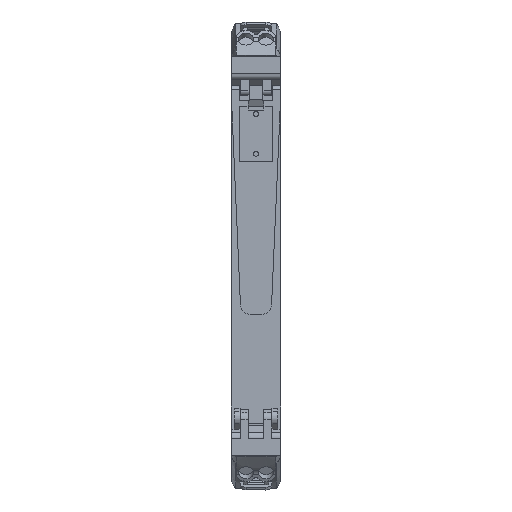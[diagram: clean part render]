
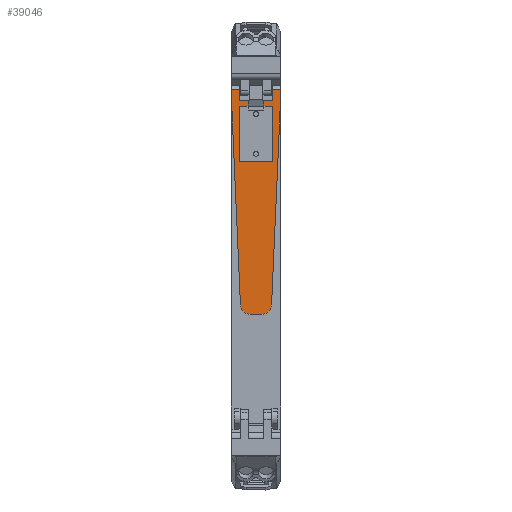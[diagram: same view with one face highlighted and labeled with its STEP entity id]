
A CAD part, top view. The second image highlights one B-rep face of the part: STEP entity #39046.
In plain terms, the highlighted planar face has unit normal (0, 0, 1).
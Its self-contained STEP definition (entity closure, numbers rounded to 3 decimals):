
#35249=AXIS2_PLACEMENT_3D('Plane Axis2P3D',#35246,#35247,#35248) ;
#38460=AXIS2_PLACEMENT_3D('Circle Axis2P3D',#38458,#38459,$) ;
#38572=AXIS2_PLACEMENT_3D('Circle Axis2P3D',#38570,#38571,$) ;
#35246=CARTESIAN_POINT('Axis2P3D Location',(12.5,58.605,112.024)) ;
#38458=CARTESIAN_POINT('Axis2P3D Location',(4.847,46.498,112.024)) ;
#38462=CARTESIAN_POINT('Vertex',(4.849,43.998,112.024)) ;
#38464=CARTESIAN_POINT('Vertex',(2.35,46.389,112.024)) ;
#38506=CARTESIAN_POINT('Line Origine',(1.175,73.297,112.024)) ;
#38510=CARTESIAN_POINT('Vertex',(0.,100.205,112.024)) ;
#38549=CARTESIAN_POINT('Vertex',(7.655,44.001,112.024)) ;
#38552=CARTESIAN_POINT('Line Origine',(6.252,43.999,112.024)) ;
#38570=CARTESIAN_POINT('Axis2P3D Location',(7.653,46.501,112.024)) ;
#38574=CARTESIAN_POINT('Vertex',(10.15,46.392,112.024)) ;
#38613=CARTESIAN_POINT('Vertex',(12.5,100.205,112.024)) ;
#38616=CARTESIAN_POINT('Line Origine',(11.325,73.298,112.024)) ;
#38634=CARTESIAN_POINT('Line Origine',(11.425,100.205,112.024)) ;
#38638=CARTESIAN_POINT('Vertex',(10.35,100.205,112.024)) ;
#38666=CARTESIAN_POINT('Line Origine',(10.35,98.855,112.024)) ;
#38670=CARTESIAN_POINT('Vertex',(10.35,97.505,112.024)) ;
#38698=CARTESIAN_POINT('Line Origine',(9.3,97.505,112.024)) ;
#38702=CARTESIAN_POINT('Vertex',(8.25,97.505,112.024)) ;
#38730=CARTESIAN_POINT('Line Origine',(8.25,96.809,112.024)) ;
#38734=CARTESIAN_POINT('Vertex',(8.25,96.114,112.024)) ;
#38762=CARTESIAN_POINT('Line Origine',(9.325,96.114,112.024)) ;
#38766=CARTESIAN_POINT('Vertex',(10.4,96.114,112.024)) ;
#38794=CARTESIAN_POINT('Line Origine',(10.4,89.164,112.024)) ;
#38798=CARTESIAN_POINT('Vertex',(10.4,82.214,112.024)) ;
#38826=CARTESIAN_POINT('Line Origine',(6.25,82.214,112.024)) ;
#38830=CARTESIAN_POINT('Vertex',(2.1,82.214,112.024)) ;
#38858=CARTESIAN_POINT('Line Origine',(2.1,89.164,112.024)) ;
#38862=CARTESIAN_POINT('Vertex',(2.1,96.114,112.024)) ;
#38885=CARTESIAN_POINT('Line Origine',(3.175,96.114,112.024)) ;
#38889=CARTESIAN_POINT('Vertex',(4.25,96.114,112.024)) ;
#38917=CARTESIAN_POINT('Line Origine',(4.25,96.809,112.024)) ;
#38921=CARTESIAN_POINT('Vertex',(4.25,97.505,112.024)) ;
#38944=CARTESIAN_POINT('Line Origine',(3.2,97.505,112.024)) ;
#38948=CARTESIAN_POINT('Vertex',(2.15,97.505,112.024)) ;
#38976=CARTESIAN_POINT('Line Origine',(2.15,98.855,112.024)) ;
#38980=CARTESIAN_POINT('Vertex',(2.15,100.205,112.024)) ;
#39008=CARTESIAN_POINT('Line Origine',(1.075,100.205,112.024)) ;
#35247=DIRECTION('Axis2P3D Direction',(0.,0.,1.)) ;
#35248=DIRECTION('Axis2P3D XDirection',(-1.,0.,0.)) ;
#38459=DIRECTION('Axis2P3D Direction',(0.,0.,1.)) ;
#38507=DIRECTION('Vector Direction',(-0.044,0.999,0.)) ;
#38553=DIRECTION('Vector Direction',(-1.,-0.001,0.)) ;
#38571=DIRECTION('Axis2P3D Direction',(0.,0.,1.)) ;
#38617=DIRECTION('Vector Direction',(-0.044,-0.999,0.)) ;
#38635=DIRECTION('Vector Direction',(1.,0.,0.)) ;
#38667=DIRECTION('Vector Direction',(0.,1.,0.)) ;
#38699=DIRECTION('Vector Direction',(1.,0.,0.)) ;
#38731=DIRECTION('Vector Direction',(0.,1.,0.)) ;
#38763=DIRECTION('Vector Direction',(-1.,0.,0.)) ;
#38795=DIRECTION('Vector Direction',(0.,1.,0.)) ;
#38827=DIRECTION('Vector Direction',(1.,0.,0.)) ;
#38859=DIRECTION('Vector Direction',(0.,-1.,0.)) ;
#38886=DIRECTION('Vector Direction',(-1.,0.,0.)) ;
#38918=DIRECTION('Vector Direction',(0.,-1.,0.)) ;
#38945=DIRECTION('Vector Direction',(1.,0.,0.)) ;
#38977=DIRECTION('Vector Direction',(0.,-1.,0.)) ;
#39009=DIRECTION('Vector Direction',(1.,0.,0.)) ;
#38508=VECTOR('Line Direction',#38507,1.) ;
#38554=VECTOR('Line Direction',#38553,1.) ;
#38618=VECTOR('Line Direction',#38617,1.) ;
#38636=VECTOR('Line Direction',#38635,1.) ;
#38668=VECTOR('Line Direction',#38667,1.) ;
#38700=VECTOR('Line Direction',#38699,1.) ;
#38732=VECTOR('Line Direction',#38731,1.) ;
#38764=VECTOR('Line Direction',#38763,1.) ;
#38796=VECTOR('Line Direction',#38795,1.) ;
#38828=VECTOR('Line Direction',#38827,1.) ;
#38860=VECTOR('Line Direction',#38859,1.) ;
#38887=VECTOR('Line Direction',#38886,1.) ;
#38919=VECTOR('Line Direction',#38918,1.) ;
#38946=VECTOR('Line Direction',#38945,1.) ;
#38978=VECTOR('Line Direction',#38977,1.) ;
#39010=VECTOR('Line Direction',#39009,1.) ;
#39027=ORIENTED_EDGE('',*,*,#38556,.F.) ;
#39028=ORIENTED_EDGE('',*,*,#38576,.F.) ;
#39029=ORIENTED_EDGE('',*,*,#38620,.F.) ;
#39030=ORIENTED_EDGE('',*,*,#38640,.F.) ;
#39031=ORIENTED_EDGE('',*,*,#38672,.F.) ;
#39032=ORIENTED_EDGE('',*,*,#38704,.F.) ;
#39033=ORIENTED_EDGE('',*,*,#38736,.F.) ;
#39034=ORIENTED_EDGE('',*,*,#38768,.F.) ;
#39035=ORIENTED_EDGE('',*,*,#38800,.F.) ;
#39036=ORIENTED_EDGE('',*,*,#38832,.F.) ;
#39037=ORIENTED_EDGE('',*,*,#38864,.F.) ;
#39038=ORIENTED_EDGE('',*,*,#38891,.F.) ;
#39039=ORIENTED_EDGE('',*,*,#38923,.F.) ;
#39040=ORIENTED_EDGE('',*,*,#38950,.F.) ;
#39041=ORIENTED_EDGE('',*,*,#38982,.F.) ;
#39042=ORIENTED_EDGE('',*,*,#39012,.F.) ;
#39043=ORIENTED_EDGE('',*,*,#38512,.F.) ;
#39044=ORIENTED_EDGE('',*,*,#38466,.F.) ;
#39046=ADVANCED_FACE('AUFDRUCK_ORANGE',(#39045),#35250,.T.) ;
#38461=CIRCLE('generated circle',#38460,2.5) ;
#38573=CIRCLE('generated circle',#38572,2.5) ;
#38466=EDGE_CURVE('',#38463,#38465,#38461,.F.) ;
#38512=EDGE_CURVE('',#38465,#38511,#38509,.T.) ;
#38556=EDGE_CURVE('',#38550,#38463,#38555,.T.) ;
#38576=EDGE_CURVE('',#38575,#38550,#38573,.F.) ;
#38620=EDGE_CURVE('',#38614,#38575,#38619,.T.) ;
#38640=EDGE_CURVE('',#38639,#38614,#38637,.T.) ;
#38672=EDGE_CURVE('',#38671,#38639,#38669,.T.) ;
#38704=EDGE_CURVE('',#38703,#38671,#38701,.T.) ;
#38736=EDGE_CURVE('',#38735,#38703,#38733,.T.) ;
#38768=EDGE_CURVE('',#38767,#38735,#38765,.T.) ;
#38800=EDGE_CURVE('',#38799,#38767,#38797,.T.) ;
#38832=EDGE_CURVE('',#38831,#38799,#38829,.T.) ;
#38864=EDGE_CURVE('',#38863,#38831,#38861,.T.) ;
#38891=EDGE_CURVE('',#38890,#38863,#38888,.T.) ;
#38923=EDGE_CURVE('',#38922,#38890,#38920,.T.) ;
#38950=EDGE_CURVE('',#38949,#38922,#38947,.T.) ;
#38982=EDGE_CURVE('',#38981,#38949,#38979,.T.) ;
#39012=EDGE_CURVE('',#38511,#38981,#39011,.T.) ;
#39026=EDGE_LOOP('',(#39027,#39028,#39029,#39030,#39031,#39032,#39033,#39034,#39035,#39036,#39037,#39038,#39039,#39040,#39041,#39042,#39043,#39044)) ;
#39045=FACE_OUTER_BOUND('',#39026,.T.) ;
#38509=LINE('Line',#38506,#38508) ;
#38555=LINE('Line',#38552,#38554) ;
#38619=LINE('Line',#38616,#38618) ;
#38637=LINE('Line',#38634,#38636) ;
#38669=LINE('Line',#38666,#38668) ;
#38701=LINE('Line',#38698,#38700) ;
#38733=LINE('Line',#38730,#38732) ;
#38765=LINE('Line',#38762,#38764) ;
#38797=LINE('Line',#38794,#38796) ;
#38829=LINE('Line',#38826,#38828) ;
#38861=LINE('Line',#38858,#38860) ;
#38888=LINE('Line',#38885,#38887) ;
#38920=LINE('Line',#38917,#38919) ;
#38947=LINE('Line',#38944,#38946) ;
#38979=LINE('Line',#38976,#38978) ;
#39011=LINE('Line',#39008,#39010) ;
#35250=PLANE('',#35249) ;
#38463=VERTEX_POINT('',#38462) ;
#38465=VERTEX_POINT('',#38464) ;
#38511=VERTEX_POINT('',#38510) ;
#38550=VERTEX_POINT('',#38549) ;
#38575=VERTEX_POINT('',#38574) ;
#38614=VERTEX_POINT('',#38613) ;
#38639=VERTEX_POINT('',#38638) ;
#38671=VERTEX_POINT('',#38670) ;
#38703=VERTEX_POINT('',#38702) ;
#38735=VERTEX_POINT('',#38734) ;
#38767=VERTEX_POINT('',#38766) ;
#38799=VERTEX_POINT('',#38798) ;
#38831=VERTEX_POINT('',#38830) ;
#38863=VERTEX_POINT('',#38862) ;
#38890=VERTEX_POINT('',#38889) ;
#38922=VERTEX_POINT('',#38921) ;
#38949=VERTEX_POINT('',#38948) ;
#38981=VERTEX_POINT('',#38980) ;
